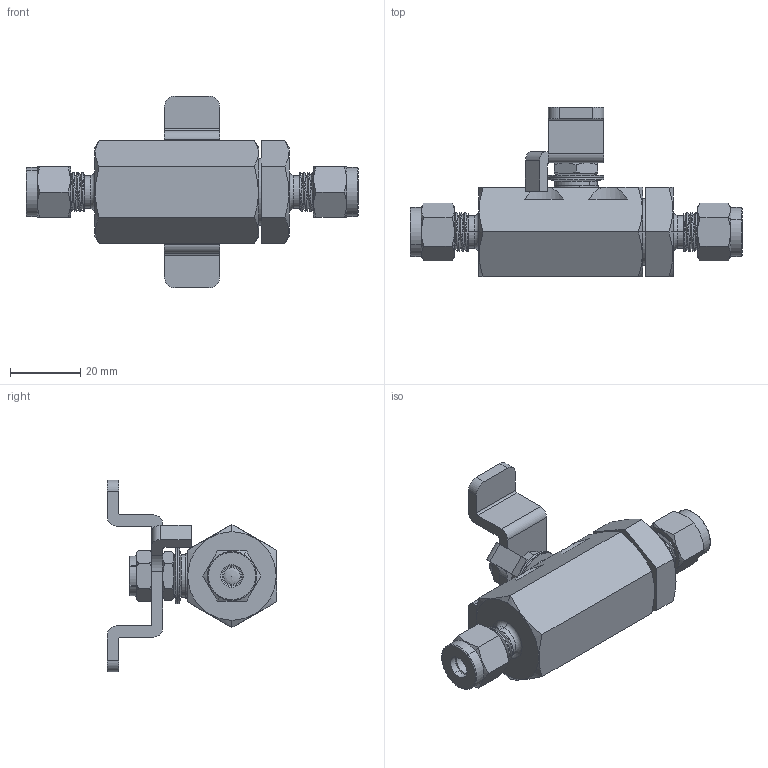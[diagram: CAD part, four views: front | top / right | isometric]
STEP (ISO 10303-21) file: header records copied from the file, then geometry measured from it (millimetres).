
FILE_DESCRIPTION (( 'STEP AP203' ), '1' );
FILE_NAME ('8204XXC4W.step', '2018-03-12T13:26:36', ( '' ), ( '' ), 'SwSTEP 2.0', 'SolidWorks 2017', '' );
FILE_SCHEMA (( 'CONFIG_CONTROL_DESIGN' ));
Products named in the file (1): 8204XXC4W
Bounding box: 94.45 x 48.13 x 54.61 mm (x, y, z)
Volume: 37530.3 mm3; surface area: 23621.7 mm2
Topology: 20 solids, 20 shells, 585 faces, 1473 edges, 942 vertices
Faces by surface type: cylinder 221, plane 148, cone 108, bspline 67, torus 39, sphere 2
Entity records: 47430 total; most frequent: CARTESIAN_POINT 34437, ORIENTED_EDGE 2934, DIRECTION 2443, EDGE_CURVE 1467, AXIS2_PLACEMENT_3D 965, VERTEX_POINT 938, EDGE_LOOP 641, FACE_OUTER_BOUND 585
